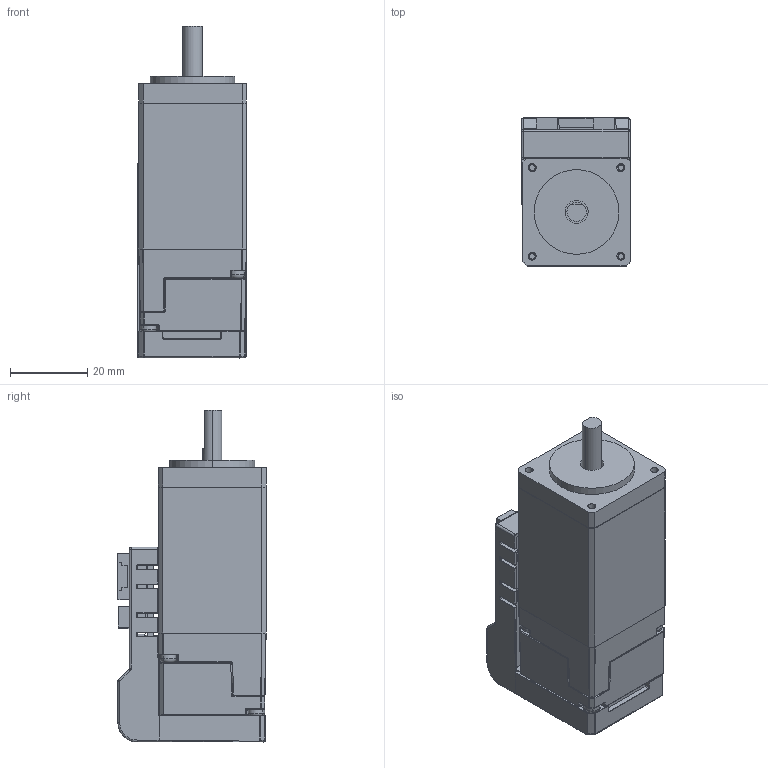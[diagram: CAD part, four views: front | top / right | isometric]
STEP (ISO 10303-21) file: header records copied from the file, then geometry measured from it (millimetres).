
FILE_DESCRIPTION (( 'STEP AP214' ), '1' );
FILE_NAME ('TSM11Q-3RM-H01_RevC.STEP', '2022-04-19T15:39:31', ( '' ), ( '' ), 'SwSTEP 2.0', 'SolidWorks 2017', '' );
FILE_SCHEMA (( 'AUTOMOTIVE_DESIGN' ));
Length unit declared in the file: millimetre
Products named in the file (31): TLP127_3; TSM11Q-3RM-H01_RevC; U3_1_2; TSM11-3XX_PCB; R5_1_2; TSM11-3XX_LED; J2_1_2; M2x65; TSM11-3XX_Connector; TSM11-3XX_BODY; R1_1_2; TSM11-3XX_BACK; TSM11-3XX_SHAFT; TSM11-3XX-H01_CONNECTOR_PANEL; 850628928; TSM11-3XX_MID; R4_1_2; cross recessed small pan head screws gb-2222_GB_CROSS_SCREWS_TYPE3 M2X6-6-N; TSM11-PCB20170217; R3_1_2; TSM11-3XX-H01_PCB; R2_1_2; BM05B-ZESS-TBT_3; 805748864; BM10B-ZESS-TBT_3; J4_1_2; U2_1_2; J3_1_2; C1_1_2; J1_1_2; SM12B-ZESS-TB_3
Assembly tree (40 placements, depth 4):
  TSM11Q-3RM-H01_RevC
    TSM11-3XX_SHAFT
    TSM11-3XX_BODY
    TSM11-3XX_MID
    TSM11-3XX_BACK
    M2x65  x4
    TSM11-3XX_Connector
    TSM11-3XX_PCB
    TSM11-3XX_LED
    TSM11-3XX-H01_CONNECTOR_PANEL
      TSM11-PCB20170217
      J1_1_2
        SM12B-ZESS-TB_3
      U2_1_2
        TLP127_3
      C1_1_2
        805748864
      J4_1_2
        BM10B-ZESS-TBT_3
      R1_1_2
        850628928
      R2_1_2
        850628928
      R3_1_2
        850628928
      R4_1_2
        850628928
      R5_1_2
        850628928
      U3_1_2
        TLP127_3
      J2_1_2
        BM05B-ZESS-TBT_3
      J3_1_2
        BM05B-ZESS-TBT_3
    TSM11-3XX-H01_PCB
    cross recessed small pan head screws gb-2222_GB_CROSS_SCREWS_TYPE3 M2X6-6-N  x2
Bounding box: 28.3 x 38.5 x 86.2 mm (x, y, z)
Volume: 49986.5 mm3; surface area: 31200.5 mm2
Topology: 27 solids, 27 shells, 2528 faces, 6335 edges, 3807 vertices
Faces by surface type: plane 1304, cylinder 721, torus 188, sphere 157, bspline 131, cone 27
Entity records: 82768 total; most frequent: CARTESIAN_POINT 18796, ORIENTED_EDGE 10750, DIRECTION 10476, EDGE_CURVE 5375, AXIS2_PLACEMENT_3D 3522, VECTOR 3432, LINE 3432, VERTEX_POINT 3250
